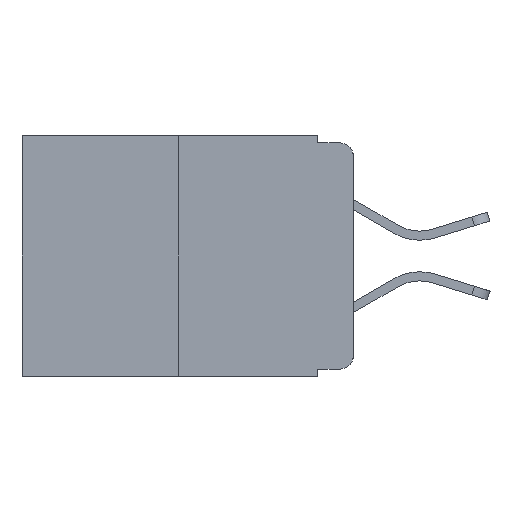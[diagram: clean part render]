
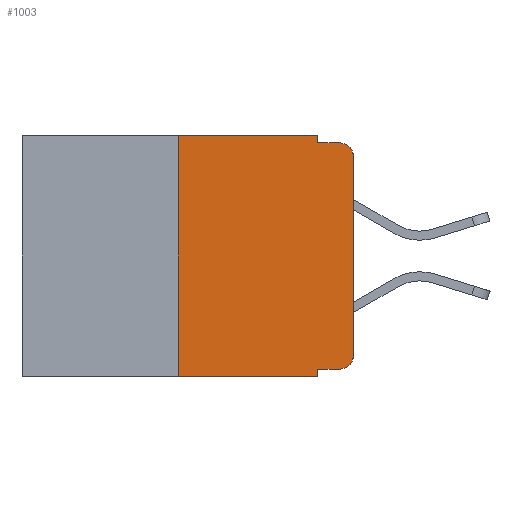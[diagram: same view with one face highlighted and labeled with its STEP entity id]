
A CAD part, left-side view. The second image highlights one B-rep face of the part: STEP entity #1003.
In plain terms, the highlighted planar face has unit normal (-1, 0, 0).
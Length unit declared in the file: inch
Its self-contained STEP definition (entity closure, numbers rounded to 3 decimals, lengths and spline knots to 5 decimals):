
#265 = CARTESIAN_POINT ( 'NONE',  ( 0., 0.051, -0.01 ) ) ;
#1003 = ADVANCED_FACE ( 'NONE', ( #10240 ), #10681, .F. ) ;
#1629 = LINE ( 'NONE', #13151, #8868 ) ;
#1751 = CARTESIAN_POINT ( 'NONE',  ( 0., 0.02, -0.03 ) ) ;
#1755 = AXIS2_PLACEMENT_3D ( 'NONE', #5415, #7493, #6425 ) ;
#2356 = ORIENTED_EDGE ( 'NONE', *, *, #2486, .T. ) ;
#2486 = EDGE_CURVE ( 'NONE', #4792, #5763, #5312, .T. ) ;
#2666 = ORIENTED_EDGE ( 'NONE', *, *, #8360, .F. ) ;
#2682 = CARTESIAN_POINT ( 'NONE',  ( 0., 0.051, -0.333 ) ) ;
#2765 = VECTOR ( 'NONE', #6693, 39.37008 ) ;
#2832 = ORIENTED_EDGE ( 'NONE', *, *, #8123, .F. ) ;
#2854 = ORIENTED_EDGE ( 'NONE', *, *, #4594, .F. ) ;
#3021 = EDGE_LOOP ( 'NONE', ( #3087, #7548, #11311, #10789, #2832, #2666, #8058, #2854, #2356, #7275 ) ) ;
#3087 = ORIENTED_EDGE ( 'NONE', *, *, #13569, .T. ) ;
#3145 = VERTEX_POINT ( 'NONE', #7445 ) ;
#3323 = VECTOR ( 'NONE', #12193, 39.37008 ) ;
#3499 = DIRECTION ( 'NONE',  ( 0., -1., 0. ) ) ;
#3818 = CARTESIAN_POINT ( 'NONE',  ( 0., 0.051, -0.343 ) ) ;
#4324 = DIRECTION ( 'NONE',  ( 0., -1., 0. ) ) ;
#4497 = DIRECTION ( 'NONE',  ( 0., 0., -1. ) ) ;
#4594 = EDGE_CURVE ( 'NONE', #4792, #7588, #11559, .T. ) ;
#4636 = EDGE_CURVE ( 'NONE', #12623, #12564, #1629, .T. ) ;
#4792 = VERTEX_POINT ( 'NONE', #2682 ) ;
#4800 = DIRECTION ( 'NONE',  ( 0., 0., -1. ) ) ;
#5012 = LINE ( 'NONE', #265, #8651 ) ;
#5116 = DIRECTION ( 'NONE',  ( 0., -1., 0. ) ) ;
#5312 = LINE ( 'NONE', #7083, #13506 ) ;
#5353 = AXIS2_PLACEMENT_3D ( 'NONE', #1751, #12271, #4800 ) ;
#5415 = CARTESIAN_POINT ( 'NONE',  ( 0., 0.473, 0. ) ) ;
#5618 = EDGE_CURVE ( 'NONE', #12564, #6293, #5012, .T. ) ;
#5763 = VERTEX_POINT ( 'NONE', #7854 ) ;
#5840 = VECTOR ( 'NONE', #11876, 39.37008 ) ;
#6293 = VERTEX_POINT ( 'NONE', #6499 ) ;
#6313 = CARTESIAN_POINT ( 'NONE',  ( 0., 0.473, -0.343 ) ) ;
#6425 = DIRECTION ( 'NONE',  ( 0., 0., -1. ) ) ;
#6443 = DIRECTION ( 'NONE',  ( 0., -1., 0. ) ) ;
#6499 = CARTESIAN_POINT ( 'NONE',  ( 0., 0.02, -0.01 ) ) ;
#6693 = DIRECTION ( 'NONE',  ( 0., 0., -1. ) ) ;
#6855 = CARTESIAN_POINT ( 'NONE',  ( 0., 0.25, 0. ) ) ;
#7083 = CARTESIAN_POINT ( 'NONE',  ( 0., 0.051, -0.333 ) ) ;
#7275 = ORIENTED_EDGE ( 'NONE', *, *, #7539, .T. ) ;
#7310 = CARTESIAN_POINT ( 'NONE',  ( 0., 0.25, -0.343 ) ) ;
#7436 = CARTESIAN_POINT ( 'NONE',  ( 0., 0.473, 0. ) ) ;
#7445 = CARTESIAN_POINT ( 'NONE',  ( 0., 0., -0.313 ) ) ;
#7493 = DIRECTION ( 'NONE',  ( 1., 0., 0. ) ) ;
#7539 = EDGE_CURVE ( 'NONE', #5763, #3145, #8437, .T. ) ;
#7548 = ORIENTED_EDGE ( 'NONE', *, *, #8879, .T. ) ;
#7588 = VERTEX_POINT ( 'NONE', #3818 ) ;
#7854 = CARTESIAN_POINT ( 'NONE',  ( 0., 0.02, -0.333 ) ) ;
#8058 = ORIENTED_EDGE ( 'NONE', *, *, #10233, .T. ) ;
#8123 = EDGE_CURVE ( 'NONE', #9317, #12623, #13453, .T. ) ;
#8360 = EDGE_CURVE ( 'NONE', #13361, #9317, #11617, .T. ) ;
#8437 = CIRCLE ( 'NONE', #12504, 0.02 ) ;
#8651 = VECTOR ( 'NONE', #4324, 39.37008 ) ;
#8723 = CIRCLE ( 'NONE', #5353, 0.02 ) ;
#8868 = VECTOR ( 'NONE', #4497, 39.37008 ) ;
#8879 = EDGE_CURVE ( 'NONE', #12688, #6293, #8723, .T. ) ;
#9317 = VERTEX_POINT ( 'NONE', #10912 ) ;
#9707 = LINE ( 'NONE', #11772, #5840 ) ;
#9971 = CARTESIAN_POINT ( 'NONE',  ( 0., 0.02, -0.313 ) ) ;
#10233 = EDGE_CURVE ( 'NONE', #13361, #7588, #10816, .T. ) ;
#10240 = FACE_OUTER_BOUND ( 'NONE', #3021, .T. ) ;
#10489 = CARTESIAN_POINT ( 'NONE',  ( 0., 0.051, 0. ) ) ;
#10645 = VECTOR ( 'NONE', #3499, 39.37008 ) ;
#10681 = PLANE ( 'NONE',  #1755 ) ;
#10789 = ORIENTED_EDGE ( 'NONE', *, *, #4636, .F. ) ;
#10816 = LINE ( 'NONE', #6313, #11821 ) ;
#10912 = CARTESIAN_POINT ( 'NONE',  ( 0., 0.25, 0. ) ) ;
#11311 = ORIENTED_EDGE ( 'NONE', *, *, #5618, .F. ) ;
#11559 = LINE ( 'NONE', #11974, #2765 ) ;
#11617 = LINE ( 'NONE', #6855, #3323 ) ;
#11772 = CARTESIAN_POINT ( 'NONE',  ( 0., 0., 0. ) ) ;
#11821 = VECTOR ( 'NONE', #5116, 39.37008 ) ;
#11876 = DIRECTION ( 'NONE',  ( 0., 0., 1. ) ) ;
#11974 = CARTESIAN_POINT ( 'NONE',  ( 0., 0.051, 0. ) ) ;
#12193 = DIRECTION ( 'NONE',  ( 0., 0., 1. ) ) ;
#12271 = DIRECTION ( 'NONE',  ( -1., 0., 0. ) ) ;
#12504 = AXIS2_PLACEMENT_3D ( 'NONE', #9971, #12985, #13163 ) ;
#12564 = VERTEX_POINT ( 'NONE', #13496 ) ;
#12623 = VERTEX_POINT ( 'NONE', #10489 ) ;
#12648 = CARTESIAN_POINT ( 'NONE',  ( 0., 0., -0.03 ) ) ;
#12688 = VERTEX_POINT ( 'NONE', #12648 ) ;
#12985 = DIRECTION ( 'NONE',  ( -1., 0., 0. ) ) ;
#13151 = CARTESIAN_POINT ( 'NONE',  ( 0., 0.051, 0. ) ) ;
#13163 = DIRECTION ( 'NONE',  ( 0., 0., -1. ) ) ;
#13361 = VERTEX_POINT ( 'NONE', #7310 ) ;
#13453 = LINE ( 'NONE', #7436, #10645 ) ;
#13496 = CARTESIAN_POINT ( 'NONE',  ( 0., 0.051, -0.01 ) ) ;
#13506 = VECTOR ( 'NONE', #6443, 39.37008 ) ;
#13569 = EDGE_CURVE ( 'NONE', #3145, #12688, #9707, .T. ) ;
